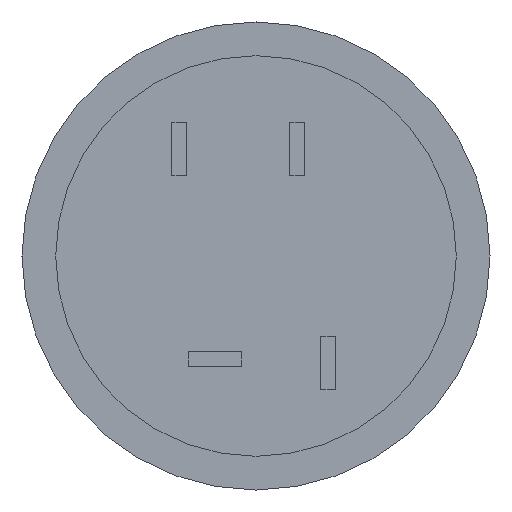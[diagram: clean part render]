
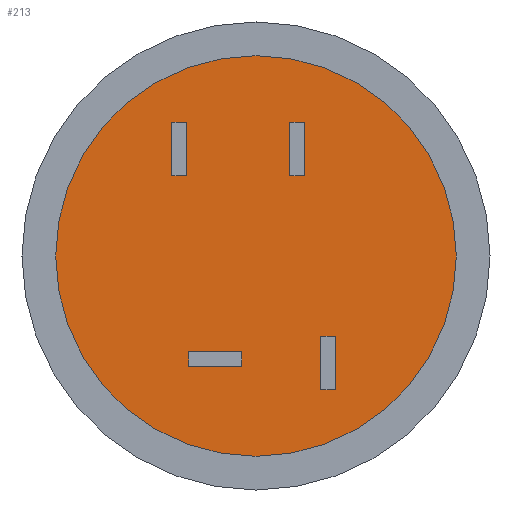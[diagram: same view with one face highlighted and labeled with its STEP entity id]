
A CAD part, front view. The second image highlights one B-rep face of the part: STEP entity #213.
In plain terms, the highlighted planar face has unit normal (0, -1, 0).
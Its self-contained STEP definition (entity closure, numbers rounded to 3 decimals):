
#3 = EDGE_CURVE ( 'NONE', #341, #547, #1218, .T. ) ;
#4 = ORIENTED_EDGE ( 'NONE', *, *, #1113, .F. ) ;
#12 = VECTOR ( 'NONE', #90, 1000. ) ;
#16 = LINE ( 'NONE', #279, #579 ) ;
#17 = EDGE_CURVE ( 'NONE', #647, #76, #680, .T. ) ;
#19 = FACE_OUTER_BOUND ( 'NONE', #478, .T. ) ;
#33 = EDGE_CURVE ( 'NONE', #547, #104, #638, .T. ) ;
#38 = LINE ( 'NONE', #1276, #55 ) ;
#45 = DIRECTION ( 'NONE',  ( -1., 0., 0. ) ) ;
#55 = VECTOR ( 'NONE', #59, 1000. ) ;
#59 = DIRECTION ( 'NONE',  ( 0., 0., -1. ) ) ;
#64 = ORIENTED_EDGE ( 'NONE', *, *, #925, .F. ) ;
#70 = EDGE_CURVE ( 'NONE', #1220, #1137, #433, .T. ) ;
#76 = VERTEX_POINT ( 'NONE', #375 ) ;
#90 = DIRECTION ( 'NONE',  ( 1., 0., 0. ) ) ;
#104 = VERTEX_POINT ( 'NONE', #472 ) ;
#114 = CARTESIAN_POINT ( 'NONE',  ( 3.45, -24.5, -4.3 ) ) ;
#125 = DIRECTION ( 'NONE',  ( -1., 0., 0. ) ) ;
#142 = CARTESIAN_POINT ( 'NONE',  ( -3.6, -24.5, -5.9 ) ) ;
#146 = EDGE_CURVE ( 'NONE', #1099, #1317, #277, .T. ) ;
#148 = FACE_BOUND ( 'NONE', #1162, .T. ) ;
#149 = ORIENTED_EDGE ( 'NONE', *, *, #146, .F. ) ;
#154 = EDGE_CURVE ( 'NONE', #1317, #973, #521, .T. ) ;
#164 = DIRECTION ( 'NONE',  ( -1., 0., 0. ) ) ;
#167 = CARTESIAN_POINT ( 'NONE',  ( 3.45, -24.5, -7.15 ) ) ;
#171 = AXIS2_PLACEMENT_3D ( 'NONE', #248, #1173, #45 ) ;
#180 = CARTESIAN_POINT ( 'NONE',  ( -0.75, -24.5, -5.1 ) ) ;
#182 = VECTOR ( 'NONE', #164, 1000. ) ;
#184 = EDGE_CURVE ( 'NONE', #1137, #1220, #332, .T. ) ;
#188 = VECTOR ( 'NONE', #483, 1000. ) ;
#193 = CARTESIAN_POINT ( 'NONE',  ( 2.6, -24.5, 4.3 ) ) ;
#195 = ORIENTED_EDGE ( 'NONE', *, *, #903, .F. ) ;
#211 = VECTOR ( 'NONE', #1012, 1000. ) ;
#213 = ADVANCED_FACE ( 'NONE', ( #987, #148, #19, #1214, #380 ), #1083, .F. ) ;
#221 = LINE ( 'NONE', #595, #636 ) ;
#227 = CARTESIAN_POINT ( 'NONE',  ( -0.75, -24.5, -5.9 ) ) ;
#229 = CARTESIAN_POINT ( 'NONE',  ( 2.6, -24.5, 7.15 ) ) ;
#232 = VERTEX_POINT ( 'NONE', #453 ) ;
#248 = CARTESIAN_POINT ( 'NONE',  ( 10.7, -24.5, 0. ) ) ;
#276 = CARTESIAN_POINT ( 'NONE',  ( 4.25, -24.5, -7.15 ) ) ;
#277 = LINE ( 'NONE', #1323, #12 ) ;
#278 = DIRECTION ( 'NONE',  ( 0., 0., -1. ) ) ;
#279 = CARTESIAN_POINT ( 'NONE',  ( 4.25, -24.5, -7.15 ) ) ;
#321 = LINE ( 'NONE', #1213, #799 ) ;
#325 = LINE ( 'NONE', #690, #754 ) ;
#332 = CIRCLE ( 'NONE', #559, 10.7 ) ;
#341 = VERTEX_POINT ( 'NONE', #985 ) ;
#343 = EDGE_CURVE ( 'NONE', #104, #943, #416, .T. ) ;
#358 = CARTESIAN_POINT ( 'NONE',  ( -3.6, -24.5, -5.1 ) ) ;
#362 = EDGE_CURVE ( 'NONE', #1285, #1099, #221, .T. ) ;
#375 = CARTESIAN_POINT ( 'NONE',  ( -0.75, -24.5, -5.1 ) ) ;
#380 = FACE_BOUND ( 'NONE', #476, .T. ) ;
#408 = CARTESIAN_POINT ( 'NONE',  ( -3.7, -24.5, 4.3 ) ) ;
#416 = LINE ( 'NONE', #167, #517 ) ;
#427 = ORIENTED_EDGE ( 'NONE', *, *, #1009, .F. ) ;
#430 = ORIENTED_EDGE ( 'NONE', *, *, #343, .F. ) ;
#433 = CIRCLE ( 'NONE', #741, 10.7 ) ;
#434 = CARTESIAN_POINT ( 'NONE',  ( 10.7, -24.5, 0. ) ) ;
#453 = CARTESIAN_POINT ( 'NONE',  ( 1.8, -24.5, 4.3 ) ) ;
#454 = CARTESIAN_POINT ( 'NONE',  ( -3.7, -24.5, 4.3 ) ) ;
#472 = CARTESIAN_POINT ( 'NONE',  ( 3.45, -24.5, -7.15 ) ) ;
#474 = EDGE_CURVE ( 'NONE', #862, #647, #1124, .T. ) ;
#476 = EDGE_LOOP ( 'NONE', ( #64, #430, #1205, #902 ) ) ;
#478 = EDGE_LOOP ( 'NONE', ( #949, #1088 ) ) ;
#483 = DIRECTION ( 'NONE',  ( 0., 0., 1. ) ) ;
#487 = CARTESIAN_POINT ( 'NONE',  ( 3.45, -24.5, -4.3 ) ) ;
#513 = EDGE_CURVE ( 'NONE', #973, #1285, #1002, .T. ) ;
#515 = ORIENTED_EDGE ( 'NONE', *, *, #154, .F. ) ;
#517 = VECTOR ( 'NONE', #704, 1000. ) ;
#521 = LINE ( 'NONE', #408, #1040 ) ;
#529 = ORIENTED_EDGE ( 'NONE', *, *, #362, .F. ) ;
#538 = DIRECTION ( 'NONE',  ( 0., 0., 1. ) ) ;
#547 = VERTEX_POINT ( 'NONE', #114 ) ;
#559 = AXIS2_PLACEMENT_3D ( 'NONE', #646, #760, #125 ) ;
#579 = VECTOR ( 'NONE', #998, 1000. ) ;
#582 = LINE ( 'NONE', #1262, #689 ) ;
#586 = EDGE_CURVE ( 'NONE', #1069, #232, #742, .T. ) ;
#593 = EDGE_CURVE ( 'NONE', #952, #1184, #582, .T. ) ;
#595 = CARTESIAN_POINT ( 'NONE',  ( -4.5, -24.5, 4.3 ) ) ;
#596 = ORIENTED_EDGE ( 'NONE', *, *, #593, .F. ) ;
#599 = EDGE_LOOP ( 'NONE', ( #1048, #912, #1177, #427 ) ) ;
#604 = DIRECTION ( 'NONE',  ( 0., 1., 0. ) ) ;
#608 = CARTESIAN_POINT ( 'NONE',  ( -4.5, -24.5, 4.3 ) ) ;
#629 = LINE ( 'NONE', #1327, #722 ) ;
#636 = VECTOR ( 'NONE', #278, 1000. ) ;
#638 = LINE ( 'NONE', #1216, #993 ) ;
#646 = CARTESIAN_POINT ( 'NONE',  ( 0., -24.5, 0. ) ) ;
#647 = VERTEX_POINT ( 'NONE', #227 ) ;
#672 = ORIENTED_EDGE ( 'NONE', *, *, #586, .F. ) ;
#680 = LINE ( 'NONE', #180, #188 ) ;
#682 = DIRECTION ( 'NONE',  ( 1., 0., 0. ) ) ;
#689 = VECTOR ( 'NONE', #538, 1000. ) ;
#690 = CARTESIAN_POINT ( 'NONE',  ( 1.8, -24.5, 7.15 ) ) ;
#704 = DIRECTION ( 'NONE',  ( 1., 0., 0. ) ) ;
#714 = CARTESIAN_POINT ( 'NONE',  ( 0., -24.5, 0. ) ) ;
#715 = CARTESIAN_POINT ( 'NONE',  ( -10.7, -24.5, 0. ) ) ;
#722 = VECTOR ( 'NONE', #1132, 1000. ) ;
#723 = ORIENTED_EDGE ( 'NONE', *, *, #513, .F. ) ;
#741 = AXIS2_PLACEMENT_3D ( 'NONE', #714, #604, #1320 ) ;
#742 = LINE ( 'NONE', #1110, #864 ) ;
#754 = VECTOR ( 'NONE', #1108, 1000. ) ;
#760 = DIRECTION ( 'NONE',  ( 0., 1., 0. ) ) ;
#771 = VECTOR ( 'NONE', #682, 1000. ) ;
#799 = VECTOR ( 'NONE', #814, 1000. ) ;
#814 = DIRECTION ( 'NONE',  ( 1., 0., 0. ) ) ;
#826 = DIRECTION ( 'NONE',  ( 0., 0., -1. ) ) ;
#852 = VERTEX_POINT ( 'NONE', #358 ) ;
#862 = VERTEX_POINT ( 'NONE', #1196 ) ;
#864 = VECTOR ( 'NONE', #826, 1000. ) ;
#902 = ORIENTED_EDGE ( 'NONE', *, *, #3, .F. ) ;
#903 = EDGE_CURVE ( 'NONE', #1184, #1069, #325, .T. ) ;
#912 = ORIENTED_EDGE ( 'NONE', *, *, #474, .F. ) ;
#925 = EDGE_CURVE ( 'NONE', #943, #341, #16, .T. ) ;
#943 = VERTEX_POINT ( 'NONE', #276 ) ;
#949 = ORIENTED_EDGE ( 'NONE', *, *, #184, .F. ) ;
#952 = VERTEX_POINT ( 'NONE', #193 ) ;
#973 = VERTEX_POINT ( 'NONE', #1231 ) ;
#976 = CARTESIAN_POINT ( 'NONE',  ( -4.5, -24.5, 7.15 ) ) ;
#985 = CARTESIAN_POINT ( 'NONE',  ( 4.25, -24.5, -4.3 ) ) ;
#987 = FACE_BOUND ( 'NONE', #599, .T. ) ;
#993 = VECTOR ( 'NONE', #1006, 1000. ) ;
#998 = DIRECTION ( 'NONE',  ( 0., 0., 1. ) ) ;
#1002 = LINE ( 'NONE', #1197, #182 ) ;
#1006 = DIRECTION ( 'NONE',  ( 0., 0., -1. ) ) ;
#1009 = EDGE_CURVE ( 'NONE', #76, #852, #629, .T. ) ;
#1012 = DIRECTION ( 'NONE',  ( -1., 0., 0. ) ) ;
#1020 = CARTESIAN_POINT ( 'NONE',  ( 1.8, -24.5, 7.15 ) ) ;
#1040 = VECTOR ( 'NONE', #1131, 1000. ) ;
#1048 = ORIENTED_EDGE ( 'NONE', *, *, #17, .F. ) ;
#1069 = VERTEX_POINT ( 'NONE', #1020 ) ;
#1083 = PLANE ( 'NONE',  #171 ) ;
#1088 = ORIENTED_EDGE ( 'NONE', *, *, #70, .F. ) ;
#1099 = VERTEX_POINT ( 'NONE', #608 ) ;
#1108 = DIRECTION ( 'NONE',  ( -1., 0., 0. ) ) ;
#1110 = CARTESIAN_POINT ( 'NONE',  ( 1.8, -24.5, 4.3 ) ) ;
#1113 = EDGE_CURVE ( 'NONE', #232, #952, #321, .T. ) ;
#1117 = EDGE_LOOP ( 'NONE', ( #596, #4, #672, #195 ) ) ;
#1124 = LINE ( 'NONE', #142, #771 ) ;
#1131 = DIRECTION ( 'NONE',  ( 0., 0., 1. ) ) ;
#1132 = DIRECTION ( 'NONE',  ( -1., 0., 0. ) ) ;
#1137 = VERTEX_POINT ( 'NONE', #715 ) ;
#1162 = EDGE_LOOP ( 'NONE', ( #515, #149, #529, #723 ) ) ;
#1173 = DIRECTION ( 'NONE',  ( 0., 1., 0. ) ) ;
#1177 = ORIENTED_EDGE ( 'NONE', *, *, #1265, .F. ) ;
#1184 = VERTEX_POINT ( 'NONE', #229 ) ;
#1196 = CARTESIAN_POINT ( 'NONE',  ( -3.6, -24.5, -5.9 ) ) ;
#1197 = CARTESIAN_POINT ( 'NONE',  ( -4.5, -24.5, 7.15 ) ) ;
#1205 = ORIENTED_EDGE ( 'NONE', *, *, #33, .F. ) ;
#1213 = CARTESIAN_POINT ( 'NONE',  ( 1.8, -24.5, 4.3 ) ) ;
#1214 = FACE_BOUND ( 'NONE', #1117, .T. ) ;
#1216 = CARTESIAN_POINT ( 'NONE',  ( 3.45, -24.5, -7.15 ) ) ;
#1218 = LINE ( 'NONE', #487, #211 ) ;
#1220 = VERTEX_POINT ( 'NONE', #434 ) ;
#1231 = CARTESIAN_POINT ( 'NONE',  ( -3.7, -24.5, 7.15 ) ) ;
#1262 = CARTESIAN_POINT ( 'NONE',  ( 2.6, -24.5, 4.3 ) ) ;
#1265 = EDGE_CURVE ( 'NONE', #852, #862, #38, .T. ) ;
#1276 = CARTESIAN_POINT ( 'NONE',  ( -3.6, -24.5, -5.1 ) ) ;
#1285 = VERTEX_POINT ( 'NONE', #976 ) ;
#1317 = VERTEX_POINT ( 'NONE', #454 ) ;
#1320 = DIRECTION ( 'NONE',  ( -1., 0., 0. ) ) ;
#1323 = CARTESIAN_POINT ( 'NONE',  ( -4.5, -24.5, 4.3 ) ) ;
#1327 = CARTESIAN_POINT ( 'NONE',  ( -3.6, -24.5, -5.1 ) ) ;
